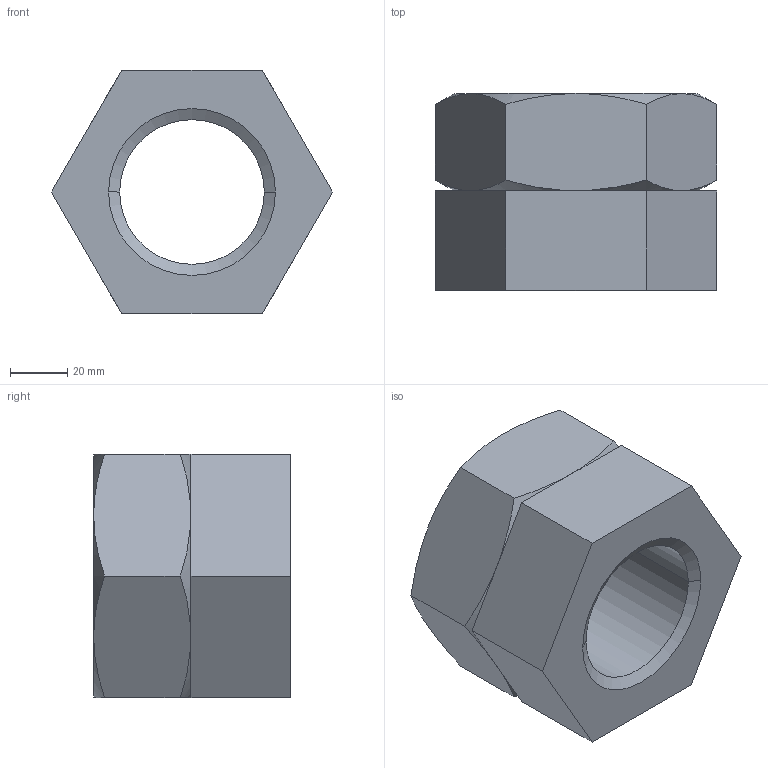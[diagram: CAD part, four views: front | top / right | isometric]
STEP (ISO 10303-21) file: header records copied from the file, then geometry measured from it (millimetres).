
FILE_DESCRIPTION((''),'2;1');
FILE_NAME('0RBSC056_____0','2019-10-29T14:06:05',('kim.bk'),(''),'CREO PARAMETRIC BY PTC INC, 2019010','CREO PARAMETRIC BY PTC INC, 2019010','');
FILE_SCHEMA(('CONFIG_CONTROL_DESIGN'));
Length unit declared in the file: millimetre
Products named in the file (1): 0RBSC056_____0
Bounding box: 98.15 x 68.7 x 85 mm (x, y, z)
Volume: 288976.3 mm3; surface area: 53871.9 mm2
Topology: 2 solids, 2 shells, 348 faces, 968 edges, 642 vertices
Faces by surface type: plane 324, cone 20, cylinder 4
Entity records: 11052 total; most frequent: CARTESIAN_POINT 2090, ORIENTED_EDGE 1936, DIRECTION 1672, EDGE_CURVE 968, VECTOR 912, LINE 912, VERTEX_POINT 642, AXIS2_PLACEMENT_3D 380
